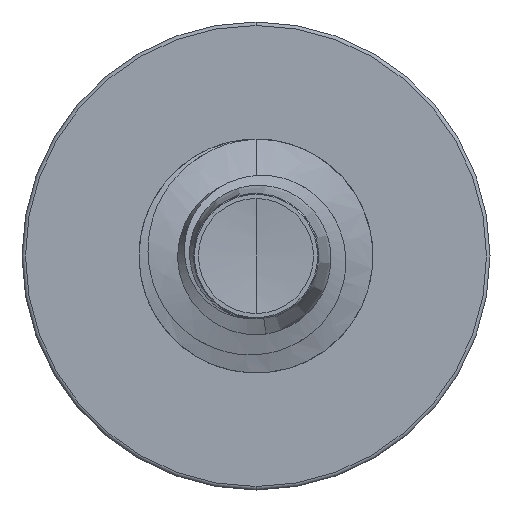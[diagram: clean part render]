
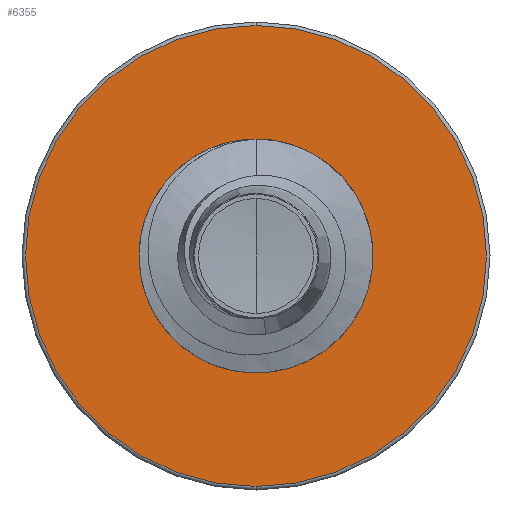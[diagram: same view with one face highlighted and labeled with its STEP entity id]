
A CAD part, front view. The second image highlights one B-rep face of the part: STEP entity #6355.
In plain terms, the highlighted planar face has unit normal (0, -1, 0).
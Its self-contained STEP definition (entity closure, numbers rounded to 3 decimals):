
#503 = EDGE_CURVE ( 'NONE', #12760, #3373, #12388, .T. ) ;
#576 = AXIS2_PLACEMENT_3D ( 'NONE', #7094, #13636, #8375 ) ;
#693 = CARTESIAN_POINT ( 'NONE',  ( 0., 10., -5.91 ) ) ;
#862 = ORIENTED_EDGE ( 'NONE', *, *, #503, .F. ) ;
#937 = DIRECTION ( 'NONE',  ( 0., 0., 1. ) ) ;
#963 = DIRECTION ( 'NONE',  ( 0., 1., 0. ) ) ;
#1053 = CARTESIAN_POINT ( 'NONE',  ( 0., 10., 0. ) ) ;
#1728 = AXIS2_PLACEMENT_3D ( 'NONE', #5610, #12805, #7102 ) ;
#2241 = DIRECTION ( 'NONE',  ( 0., 0., 1. ) ) ;
#2247 = DIRECTION ( 'NONE',  ( 0., 1., 0. ) ) ;
#2435 = CARTESIAN_POINT ( 'NONE',  ( 0., 10., -2.842 ) ) ;
#2441 = EDGE_LOOP ( 'NONE', ( #11508, #13647 ) ) ;
#2644 = DIRECTION ( 'NONE',  ( 0., 1., 0. ) ) ;
#2970 = PLANE ( 'NONE',  #8454 ) ;
#3373 = VERTEX_POINT ( 'NONE', #693 ) ;
#5089 = CIRCLE ( 'NONE', #8291, 2.842 ) ;
#5281 = CARTESIAN_POINT ( 'NONE',  ( 0., 10., 2.842 ) ) ;
#5483 = CARTESIAN_POINT ( 'NONE',  ( 0., 10., 5.91 ) ) ;
#5610 = CARTESIAN_POINT ( 'NONE',  ( 0., 10., 0. ) ) ;
#5946 = CARTESIAN_POINT ( 'NONE',  ( 0., 10., 0. ) ) ;
#6355 = ADVANCED_FACE ( 'NONE', ( #13097, #11949 ), #2970, .F. ) ;
#6672 = EDGE_CURVE ( 'NONE', #15041, #13001, #5089, .T. ) ;
#7094 = CARTESIAN_POINT ( 'NONE',  ( 0., 10., 0. ) ) ;
#7102 = DIRECTION ( 'NONE',  ( 0., 0., 1. ) ) ;
#8291 = AXIS2_PLACEMENT_3D ( 'NONE', #1053, #963, #937 ) ;
#8375 = DIRECTION ( 'NONE',  ( 0., 0., 1. ) ) ;
#8454 = AXIS2_PLACEMENT_3D ( 'NONE', #2435, #2247, #2241 ) ;
#9126 = DIRECTION ( 'NONE',  ( 0., 0., 1. ) ) ;
#9158 = ORIENTED_EDGE ( 'NONE', *, *, #13484, .F. ) ;
#10280 = CARTESIAN_POINT ( 'NONE',  ( 0., 10., -2.842 ) ) ;
#11508 = ORIENTED_EDGE ( 'NONE', *, *, #6672, .T. ) ;
#11639 = EDGE_LOOP ( 'NONE', ( #862, #9158 ) ) ;
#11661 = AXIS2_PLACEMENT_3D ( 'NONE', #5946, #2644, #9126 ) ;
#11949 = FACE_BOUND ( 'NONE', #2441, .T. ) ;
#12388 = CIRCLE ( 'NONE', #11661, 5.91 ) ;
#12404 = CIRCLE ( 'NONE', #576, 5.91 ) ;
#12729 = EDGE_CURVE ( 'NONE', #13001, #15041, #12941, .T. ) ;
#12760 = VERTEX_POINT ( 'NONE', #5483 ) ;
#12805 = DIRECTION ( 'NONE',  ( 0., 1., 0. ) ) ;
#12941 = CIRCLE ( 'NONE', #1728, 2.842 ) ;
#13001 = VERTEX_POINT ( 'NONE', #10280 ) ;
#13097 = FACE_OUTER_BOUND ( 'NONE', #11639, .T. ) ;
#13484 = EDGE_CURVE ( 'NONE', #3373, #12760, #12404, .T. ) ;
#13636 = DIRECTION ( 'NONE',  ( 0., 1., 0. ) ) ;
#13647 = ORIENTED_EDGE ( 'NONE', *, *, #12729, .T. ) ;
#15041 = VERTEX_POINT ( 'NONE', #5281 ) ;
